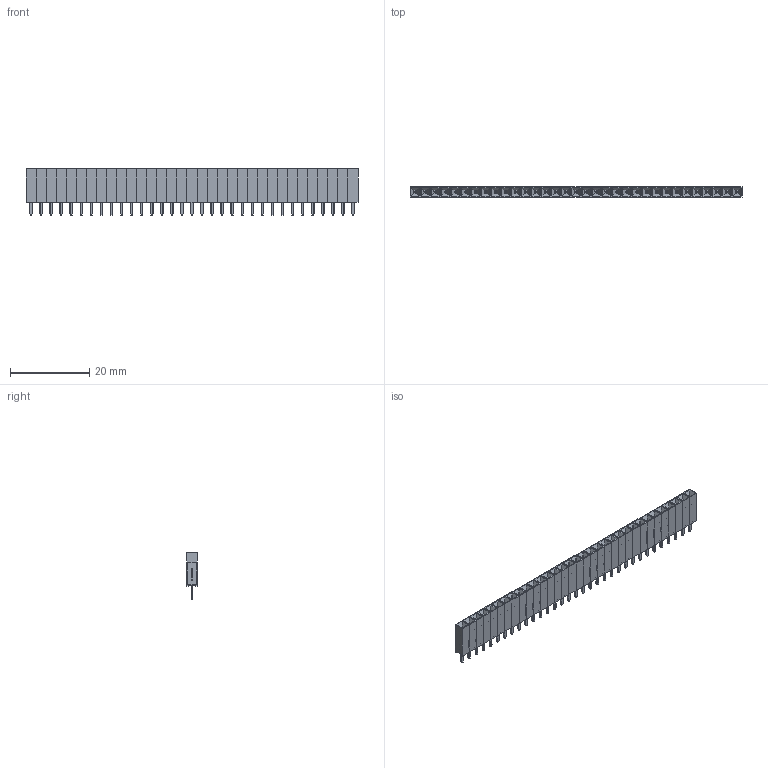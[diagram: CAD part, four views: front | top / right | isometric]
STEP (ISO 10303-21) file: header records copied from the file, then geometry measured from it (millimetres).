
FILE_DESCRIPTION(/* description */ (''),/* implementation_level */ '2;1');
FILE_NAME(/* name */ 'Female Pin Header 01x33.stp',/* time_stamp */ '2019-11-24T12:39:49+01:00',/* author */ ('Bernd das Brot'),/* organization */ (''),/* preprocessor_version */ 'ST-DEVELOPER v18',/* originating_system */ 'Autodesk Inventor 2020',/* authorisation */ '');
FILE_SCHEMA (('AUTOMOTIVE_DESIGN { 1 0 10303 214 3 1 1 }'));
Length unit declared in the file: millimetre
Products named in the file (2): Female Pin Header 01x33; Female Pin Header 1x
Assembly tree (33 placements, depth 2):
  Female Pin Header 01x33
    Female Pin Header 1x  x33
Bounding box: 83.82 x 2.54 x 11.7 mm (x, y, z)
Volume: 934.7 mm3; surface area: 6179 mm2
Topology: 33 solids, 33 shells, 4950 faces, 11418 edges, 6468 vertices
Faces by surface type: cylinder 2211, plane 1485, sphere 660, torus 462, bspline 132
Entity records: 4749 total; most frequent: DIRECTION 852, CARTESIAN_POINT 843, ORIENTED_EDGE 684, EDGE_CURVE 342, AXIS2_PLACEMENT_3D 333, VERTEX_POINT 196, LINE 186, VECTOR 186
